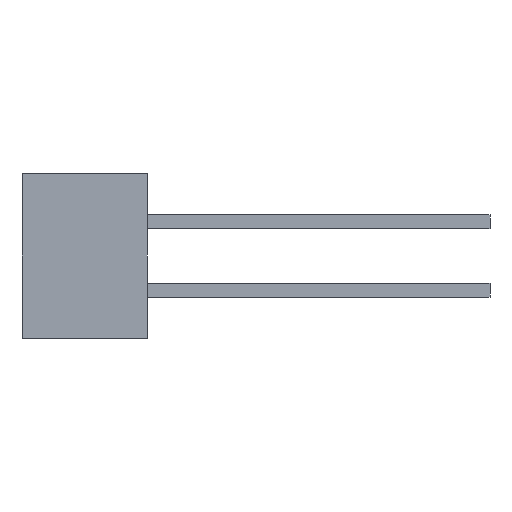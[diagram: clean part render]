
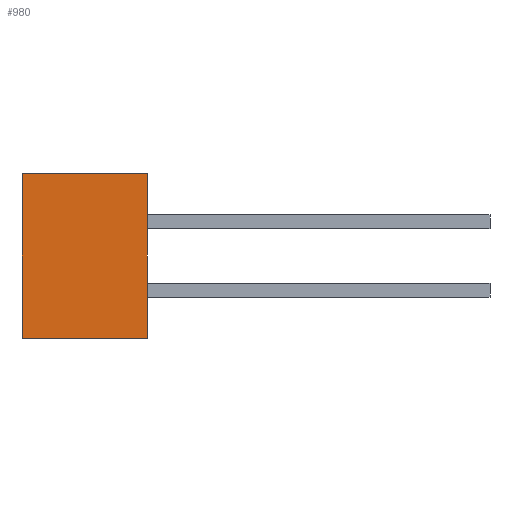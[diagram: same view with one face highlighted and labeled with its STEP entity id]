
A CAD part, left-side view. The second image highlights one B-rep face of the part: STEP entity #980.
In plain terms, the highlighted planar face has unit normal (-1, 0, 0).
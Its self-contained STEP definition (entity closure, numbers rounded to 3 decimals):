
#132 = EDGE_CURVE ( 'NONE', #1557, #1324, #1380, .T. ) ;
#194 = ORIENTED_EDGE ( 'NONE', *, *, #718, .F. ) ;
#212 = LINE ( 'NONE', #1576, #748 ) ;
#235 = CARTESIAN_POINT ( 'NONE',  ( -2.195, 4.65, 3.05 ) ) ;
#275 = VERTEX_POINT ( 'NONE', #897 ) ;
#294 = ORIENTED_EDGE ( 'NONE', *, *, #132, .T. ) ;
#370 = DIRECTION ( 'NONE',  ( 1., 0., 0. ) ) ;
#379 = VERTEX_POINT ( 'NONE', #1163 ) ;
#404 = EDGE_LOOP ( 'NONE', ( #294, #437, #194, #1307 ) ) ;
#437 = ORIENTED_EDGE ( 'NONE', *, *, #1461, .F. ) ;
#438 = DIRECTION ( 'NONE',  ( 0., -1., 0. ) ) ;
#455 = VECTOR ( 'NONE', #512, 1000. ) ;
#457 = VECTOR ( 'NONE', #987, 1000. ) ;
#493 = CARTESIAN_POINT ( 'NONE',  ( -2.195, 4.65, 3.05 ) ) ;
#512 = DIRECTION ( 'NONE',  ( 0., 0., 1. ) ) ;
#553 = CARTESIAN_POINT ( 'NONE',  ( -2.195, 0., 3.05 ) ) ;
#615 = CARTESIAN_POINT ( 'NONE',  ( -2.195, 4.65, -3.05 ) ) ;
#718 = EDGE_CURVE ( 'NONE', #275, #379, #1343, .T. ) ;
#740 = CARTESIAN_POINT ( 'NONE',  ( -2.195, 0., -3.05 ) ) ;
#748 = VECTOR ( 'NONE', #438, 1000. ) ;
#834 = DIRECTION ( 'NONE',  ( 0., 0., -1. ) ) ;
#868 = AXIS2_PLACEMENT_3D ( 'NONE', #493, #370, #834 ) ;
#897 = CARTESIAN_POINT ( 'NONE',  ( -2.195, 4.65, -3.05 ) ) ;
#980 = ADVANCED_FACE ( 'NONE', ( #1213 ), #1090, .F. ) ;
#987 = DIRECTION ( 'NONE',  ( 0., -1., 0. ) ) ;
#1005 = CARTESIAN_POINT ( 'NONE',  ( -2.195, 0., 3.05 ) ) ;
#1051 = VECTOR ( 'NONE', #1368, 1000. ) ;
#1090 = PLANE ( 'NONE',  #868 ) ;
#1163 = CARTESIAN_POINT ( 'NONE',  ( -2.195, 4.65, 3.05 ) ) ;
#1213 = FACE_OUTER_BOUND ( 'NONE', #404, .T. ) ;
#1307 = ORIENTED_EDGE ( 'NONE', *, *, #1515, .T. ) ;
#1324 = VERTEX_POINT ( 'NONE', #553 ) ;
#1343 = LINE ( 'NONE', #235, #455 ) ;
#1368 = DIRECTION ( 'NONE',  ( 0., 0., 1. ) ) ;
#1380 = LINE ( 'NONE', #1005, #1051 ) ;
#1461 = EDGE_CURVE ( 'NONE', #379, #1324, #212, .T. ) ;
#1486 = LINE ( 'NONE', #615, #457 ) ;
#1515 = EDGE_CURVE ( 'NONE', #275, #1557, #1486, .T. ) ;
#1557 = VERTEX_POINT ( 'NONE', #740 ) ;
#1576 = CARTESIAN_POINT ( 'NONE',  ( -2.195, 4.65, 3.05 ) ) ;
